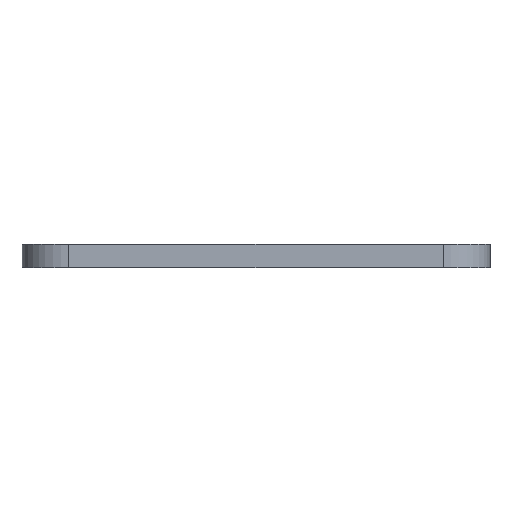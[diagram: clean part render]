
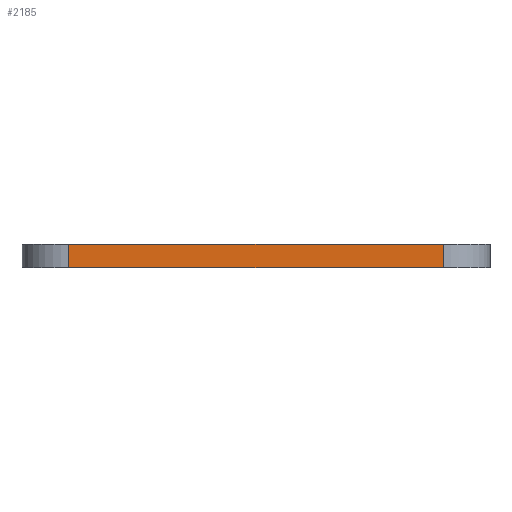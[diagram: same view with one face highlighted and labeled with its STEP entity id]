
A CAD part, front view. The second image highlights one B-rep face of the part: STEP entity #2185.
In plain terms, the highlighted planar face has unit normal (0, -1, 0).
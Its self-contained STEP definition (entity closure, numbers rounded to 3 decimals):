
#276=FACE_OUTER_BOUND('',#398,.T.);
#398=EDGE_LOOP('',(#1938,#1939,#1940,#1941));
#611=LINE('',#3872,#831);
#617=LINE('',#3889,#837);
#618=LINE('',#3892,#838);
#619=LINE('',#3893,#839);
#831=VECTOR('',#2616,10.);
#837=VECTOR('',#2632,10.);
#838=VECTOR('',#2635,10.);
#839=VECTOR('',#2636,10.);
#1045=VERTEX_POINT('',#3869);
#1046=VERTEX_POINT('',#3871);
#1052=VERTEX_POINT('',#3887);
#1053=VERTEX_POINT('',#3891);
#1355=EDGE_CURVE('',#1046,#1045,#611,.T.);
#1364=EDGE_CURVE('',#1045,#1052,#617,.T.);
#1365=EDGE_CURVE('',#1053,#1052,#618,.T.);
#1366=EDGE_CURVE('',#1046,#1053,#619,.T.);
#1938=ORIENTED_EDGE('',*,*,#1355,.T.);
#1939=ORIENTED_EDGE('',*,*,#1364,.T.);
#1940=ORIENTED_EDGE('',*,*,#1365,.F.);
#1941=ORIENTED_EDGE('',*,*,#1366,.F.);
#2073=PLANE('',#2274);
#2185=ADVANCED_FACE('',(#276),#2073,.T.);
#2274=AXIS2_PLACEMENT_3D('',#3890,#2633,#2634);
#2616=DIRECTION('',(-1.,0.,0.));
#2632=DIRECTION('',(0.,0.,-1.));
#2633=DIRECTION('center_axis',(0.,-1.,0.));
#2634=DIRECTION('ref_axis',(-1.,0.,0.));
#2635=DIRECTION('',(-1.,0.,0.));
#2636=DIRECTION('',(0.,0.,-1.));
#3869=CARTESIAN_POINT('',(62.,-201.,0.));
#3871=CARTESIAN_POINT('',(78.,-201.,0.));
#3872=CARTESIAN_POINT('',(78.,-201.,0.));
#3887=CARTESIAN_POINT('',(62.,-201.,-1.));
#3889=CARTESIAN_POINT('',(62.,-201.,0.));
#3890=CARTESIAN_POINT('Origin',(78.,-201.,0.));
#3891=CARTESIAN_POINT('',(78.,-201.,-1.));
#3892=CARTESIAN_POINT('',(78.,-201.,-1.));
#3893=CARTESIAN_POINT('',(78.,-201.,0.));
